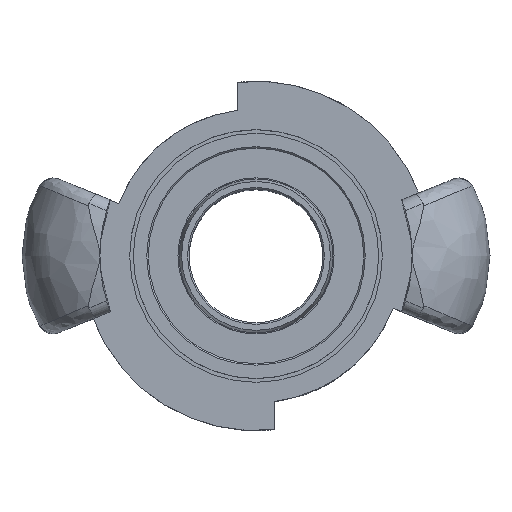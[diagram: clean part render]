
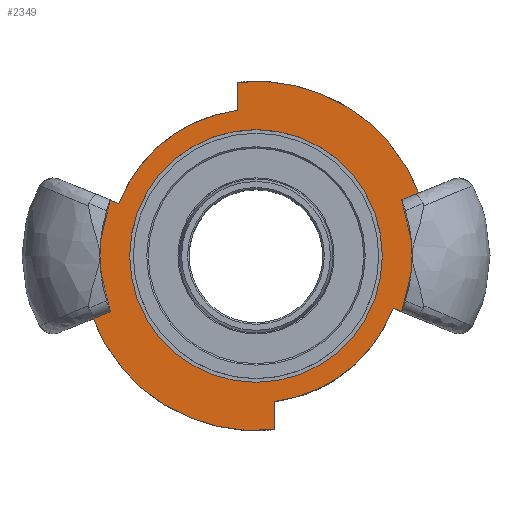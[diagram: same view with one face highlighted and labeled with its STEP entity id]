
A CAD part, top view. The second image highlights one B-rep face of the part: STEP entity #2349.
In plain terms, the highlighted planar face has unit normal (0, 0, 1).
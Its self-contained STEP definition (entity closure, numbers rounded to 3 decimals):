
#101=FACE_BOUND('',#428,.T.);
#145=PLANE('',#2567);
#286=FACE_OUTER_BOUND('',#427,.T.);
#427=EDGE_LOOP('',(#1793,#1794,#1795,#1796,#1797,#1798,#1799,#1800,#1801,
#1802,#1803,#1804));
#428=EDGE_LOOP('',(#1805));
#559=LINE('',#3543,#686);
#566=LINE('',#3570,#693);
#573=LINE('',#3589,#700);
#578=LINE('',#3611,#705);
#587=LINE('',#3733,#714);
#596=LINE('',#4590,#723);
#686=VECTOR('',#2874,10.);
#693=VECTOR('',#2885,10.);
#700=VECTOR('',#2898,10.);
#705=VECTOR('',#2907,10.);
#714=VECTOR('',#2954,10.);
#723=VECTOR('',#3031,10.);
#815=CIRCLE('',#2518,25.5);
#821=CIRCLE('',#2527,25.5);
#825=CIRCLE('',#2539,19.75);
#828=CIRCLE('',#2542,19.75);
#839=CIRCLE('',#2568,23.5);
#840=CIRCLE('',#2569,23.5);
#841=CIRCLE('',#2570,17.);
#963=VERTEX_POINT('',#3540);
#964=VERTEX_POINT('',#3542);
#972=VERTEX_POINT('',#3567);
#973=VERTEX_POINT('',#3569);
#981=VERTEX_POINT('',#3586);
#982=VERTEX_POINT('',#3588);
#988=VERTEX_POINT('',#3608);
#989=VERTEX_POINT('',#3610);
#999=VERTEX_POINT('',#3726);
#1002=VERTEX_POINT('',#3731);
#1014=VERTEX_POINT('',#3842);
#1040=VERTEX_POINT('',#4588);
#1041=VERTEX_POINT('',#4592);
#1200=EDGE_CURVE('',#964,#963,#559,.T.);
#1209=EDGE_CURVE('',#972,#973,#566,.T.);
#1218=EDGE_CURVE('',#981,#982,#573,.T.);
#1225=EDGE_CURVE('',#988,#989,#578,.T.);
#1229=EDGE_CURVE('',#973,#981,#815,.T.);
#1238=EDGE_CURVE('',#964,#988,#821,.T.);
#1249=EDGE_CURVE('',#1002,#999,#587,.T.);
#1262=EDGE_CURVE('',#1014,#989,#825,.T.);
#1270=EDGE_CURVE('',#1002,#982,#828,.T.);
#1313=EDGE_CURVE('',#972,#1040,#839,.T.);
#1314=EDGE_CURVE('',#1040,#1014,#596,.T.);
#1315=EDGE_CURVE('',#963,#999,#840,.T.);
#1316=EDGE_CURVE('',#1041,#1041,#841,.T.);
#1793=ORIENTED_EDGE('',*,*,#1313,.T.);
#1794=ORIENTED_EDGE('',*,*,#1314,.T.);
#1795=ORIENTED_EDGE('',*,*,#1262,.T.);
#1796=ORIENTED_EDGE('',*,*,#1225,.F.);
#1797=ORIENTED_EDGE('',*,*,#1238,.F.);
#1798=ORIENTED_EDGE('',*,*,#1200,.T.);
#1799=ORIENTED_EDGE('',*,*,#1315,.T.);
#1800=ORIENTED_EDGE('',*,*,#1249,.F.);
#1801=ORIENTED_EDGE('',*,*,#1270,.T.);
#1802=ORIENTED_EDGE('',*,*,#1218,.F.);
#1803=ORIENTED_EDGE('',*,*,#1229,.F.);
#1804=ORIENTED_EDGE('',*,*,#1209,.F.);
#1805=ORIENTED_EDGE('',*,*,#1316,.T.);
#2349=ADVANCED_FACE('',(#286,#101),#145,.F.);
#2518=AXIS2_PLACEMENT_3D('',#3626,#2913,#2914);
#2527=AXIS2_PLACEMENT_3D('',#3660,#2933,#2934);
#2539=AXIS2_PLACEMENT_3D('',#3843,#2968,#2969);
#2542=AXIS2_PLACEMENT_3D('',#3899,#2975,#2976);
#2567=AXIS2_PLACEMENT_3D('',#4587,#3027,#3028);
#2568=AXIS2_PLACEMENT_3D('',#4589,#3029,#3030);
#2569=AXIS2_PLACEMENT_3D('',#4591,#3032,#3033);
#2570=AXIS2_PLACEMENT_3D('',#4593,#3034,#3035);
#2874=DIRECTION('',(-0.927,-0.375,0.));
#2885=DIRECTION('',(-0.927,-0.375,0.));
#2898=DIRECTION('',(0.927,-0.375,0.));
#2907=DIRECTION('',(-0.927,0.375,0.));
#2913=DIRECTION('center_axis',(0.,0.,-1.));
#2914=DIRECTION('ref_axis',(-1.,0.,0.));
#2933=DIRECTION('center_axis',(0.,0.,-1.));
#2934=DIRECTION('ref_axis',(-1.,0.,0.));
#2954=DIRECTION('',(0.,1.,0.));
#2968=DIRECTION('center_axis',(0.,0.,1.));
#2969=DIRECTION('ref_axis',(0.582,0.813,0.));
#2975=DIRECTION('center_axis',(0.,0.,1.));
#2976=DIRECTION('ref_axis',(0.582,-0.813,0.));
#3027=DIRECTION('center_axis',(0.,0.,-1.));
#3028=DIRECTION('ref_axis',(-1.,0.,0.));
#3029=DIRECTION('center_axis',(0.,0.,1.));
#3030=DIRECTION('ref_axis',(0.106,0.994,0.));
#3031=DIRECTION('',(0.,1.,0.));
#3032=DIRECTION('center_axis',(0.,0.,1.));
#3033=DIRECTION('ref_axis',(-0.657,-0.753,0.));
#3034=DIRECTION('center_axis',(0.,0.,-1.));
#3035=DIRECTION('ref_axis',(1.,0.,0.));
#3540=CARTESIAN_POINT('',(21.925,8.458,0.));
#3542=CARTESIAN_POINT('',(23.779,9.209,0.));
#3543=CARTESIAN_POINT('',(14.175,5.319,0.));
#3567=CARTESIAN_POINT('',(-21.925,-8.458,0.));
#3569=CARTESIAN_POINT('',(-23.779,-9.209,0.));
#3570=CARTESIAN_POINT('',(-14.175,-5.319,0.));
#3586=CARTESIAN_POINT('',(-23.779,9.209,0.));
#3588=CARTESIAN_POINT('',(-18.449,7.05,0.));
#3589=CARTESIAN_POINT('',(-14.175,5.319,0.));
#3608=CARTESIAN_POINT('',(23.779,-9.209,0.));
#3610=CARTESIAN_POINT('',(18.449,-7.05,0.));
#3611=CARTESIAN_POINT('',(14.175,-5.319,0.));
#3626=CARTESIAN_POINT('Origin',(0.,0.,0.));
#3660=CARTESIAN_POINT('Origin',(0.,0.,0.));
#3726=CARTESIAN_POINT('',(-2.5,23.367,0.));
#3731=CARTESIAN_POINT('',(-2.5,19.591,0.));
#3733=CARTESIAN_POINT('',(-2.5,0.,0.));
#3842=CARTESIAN_POINT('',(2.5,-19.591,0.));
#3843=CARTESIAN_POINT('Origin',(0.,0.,
0.));
#3899=CARTESIAN_POINT('Origin',(0.,0.,
0.));
#4587=CARTESIAN_POINT('Origin',(0.,0.,0.));
#4588=CARTESIAN_POINT('',(2.5,-23.367,0.));
#4589=CARTESIAN_POINT('Origin',(0.,0.,
0.));
#4590=CARTESIAN_POINT('',(2.5,0.,0.));
#4591=CARTESIAN_POINT('Origin',(0.,0.,
0.));
#4592=CARTESIAN_POINT('',(-17.,0.,0.));
#4593=CARTESIAN_POINT('Origin',(0.,0.,0.));
